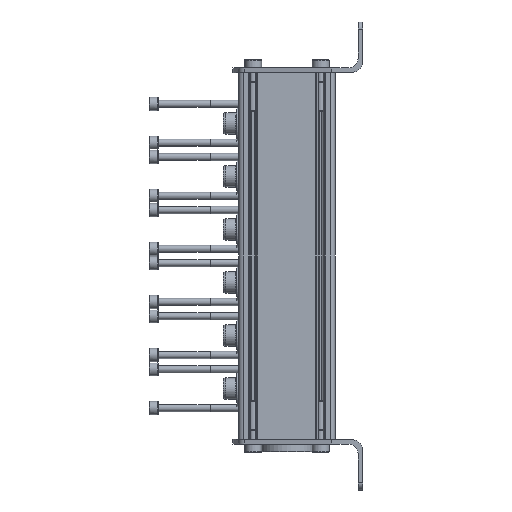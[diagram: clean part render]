
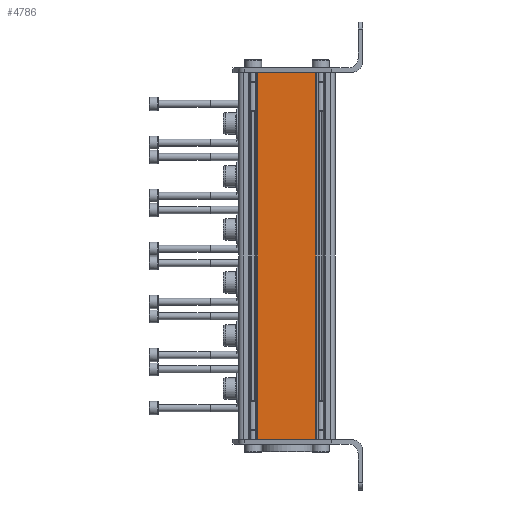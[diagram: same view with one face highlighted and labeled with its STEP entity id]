
A CAD part, left-side view. The second image highlights one B-rep face of the part: STEP entity #4786.
In plain terms, the highlighted planar face has unit normal (-1, 0, 0).
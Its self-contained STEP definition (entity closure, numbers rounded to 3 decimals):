
#342=LINE('',#7841,#662);
#343=LINE('',#7843,#663);
#344=LINE('',#7845,#664);
#345=LINE('',#7847,#665);
#662=VECTOR('',#6161,1000.);
#663=VECTOR('',#6164,1000.);
#664=VECTOR('',#6165,1000.);
#665=VECTOR('',#6166,1000.);
#886=PLANE('',#5250);
#1568=ORIENTED_EDGE('',*,*,#2779,.F.);
#1569=ORIENTED_EDGE('',*,*,#2778,.F.);
#1570=ORIENTED_EDGE('',*,*,#2780,.T.);
#1571=ORIENTED_EDGE('',*,*,#2781,.T.);
#2778=EDGE_CURVE('',#3351,#3350,#342,.T.);
#2779=EDGE_CURVE('',#3350,#3352,#343,.T.);
#2780=EDGE_CURVE('',#3351,#3353,#344,.T.);
#2781=EDGE_CURVE('',#3353,#3352,#345,.T.);
#3350=VERTEX_POINT('',#7838);
#3351=VERTEX_POINT('',#7840);
#3352=VERTEX_POINT('',#7844);
#3353=VERTEX_POINT('',#7846);
#3785=EDGE_LOOP('',(#1568,#1569,#1570,#1571));
#4231=FACE_BOUND('',#3785,.T.);
#4786=ADVANCED_FACE('',(#4231),#886,.T.);
#5250=AXIS2_PLACEMENT_3D('',#7842,#6162,#6163);
#6161=DIRECTION('',(0.,0.,1.));
#6162=DIRECTION('',(-1.,0.,0.));
#6163=DIRECTION('',(0.,0.,1.));
#6164=DIRECTION('',(0.,-1.,0.));
#6165=DIRECTION('',(0.,-1.,0.));
#6166=DIRECTION('',(0.,0.,1.));
#7838=CARTESIAN_POINT('',(-11.5,11.979,0.));
#7840=CARTESIAN_POINT('',(-11.5,11.979,-152.));
#7841=CARTESIAN_POINT('',(-11.5,11.979,-152.));
#7842=CARTESIAN_POINT('',(-11.5,11.979,-152.));
#7843=CARTESIAN_POINT('',(-11.5,11.979,0.));
#7844=CARTESIAN_POINT('',(-11.5,-11.979,0.));
#7845=CARTESIAN_POINT('',(-11.5,11.979,-152.));
#7846=CARTESIAN_POINT('',(-11.5,-11.979,-152.));
#7847=CARTESIAN_POINT('',(-11.5,-11.979,-152.));
